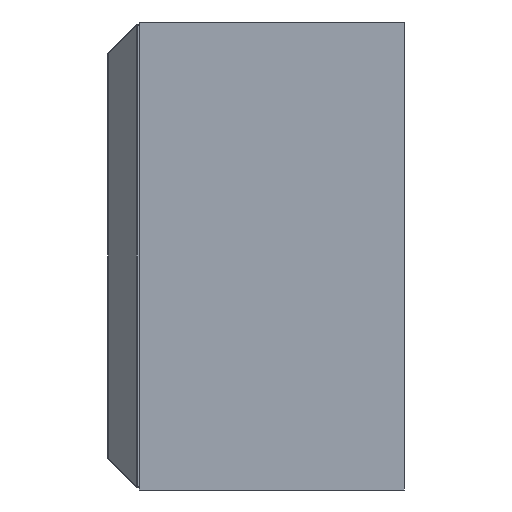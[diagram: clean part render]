
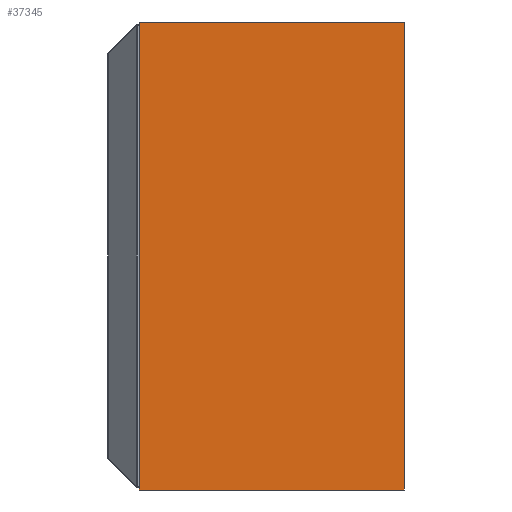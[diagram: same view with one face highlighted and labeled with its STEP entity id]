
A CAD part, left-side view. The second image highlights one B-rep face of the part: STEP entity #37345.
In plain terms, the highlighted planar face has unit normal (-1, 0, 0).
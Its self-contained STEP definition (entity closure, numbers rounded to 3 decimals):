
#13 = VECTOR ( 'NONE', #1785, 1000. ) ;
#119 = DIRECTION ( 'NONE',  ( 0., 0., 1. ) ) ;
#1785 = DIRECTION ( 'NONE',  ( 0., 0., 1. ) ) ;
#2654 = CARTESIAN_POINT ( 'NONE',  ( -63.4, 0., 15. ) ) ;
#2836 = DIRECTION ( 'NONE',  ( 0., 0., -1. ) ) ;
#3909 = CARTESIAN_POINT ( 'NONE',  ( -63.4, 17., 15. ) ) ;
#4990 = EDGE_LOOP ( 'NONE', ( #5105, #40033, #16379, #14889 ) ) ;
#5105 = ORIENTED_EDGE ( 'NONE', *, *, #29997, .T. ) ;
#5817 = EDGE_CURVE ( 'NONE', #36346, #6116, #12335, .T. ) ;
#6116 = VERTEX_POINT ( 'NONE', #2654 ) ;
#6461 = AXIS2_PLACEMENT_3D ( 'NONE', #18470, #21619, #2836 ) ;
#6652 = CARTESIAN_POINT ( 'NONE',  ( -63.4, 17., -15. ) ) ;
#7124 = LINE ( 'NONE', #30130, #23809 ) ;
#8793 = VECTOR ( 'NONE', #119, 1000. ) ;
#9352 = LINE ( 'NONE', #11122, #13 ) ;
#9707 = CARTESIAN_POINT ( 'NONE',  ( -63.4, 0., -15. ) ) ;
#11122 = CARTESIAN_POINT ( 'NONE',  ( -63.4, 0., -15. ) ) ;
#11348 = DIRECTION ( 'NONE',  ( 0., -1., 0. ) ) ;
#12335 = LINE ( 'NONE', #3909, #33415 ) ;
#13726 = VERTEX_POINT ( 'NONE', #6652 ) ;
#14889 = ORIENTED_EDGE ( 'NONE', *, *, #17282, .T. ) ;
#15323 = PLANE ( 'NONE',  #6461 ) ;
#16379 = ORIENTED_EDGE ( 'NONE', *, *, #22901, .F. ) ;
#17282 = EDGE_CURVE ( 'NONE', #13726, #38945, #7124, .T. ) ;
#18470 = CARTESIAN_POINT ( 'NONE',  ( -63.4, 17., -15. ) ) ;
#21619 = DIRECTION ( 'NONE',  ( 1., 0., 0. ) ) ;
#22901 = EDGE_CURVE ( 'NONE', #13726, #36346, #25472, .T. ) ;
#23209 = FACE_OUTER_BOUND ( 'NONE', #4990, .T. ) ;
#23809 = VECTOR ( 'NONE', #11348, 1000. ) ;
#25076 = CARTESIAN_POINT ( 'NONE',  ( -63.4, 17., -15. ) ) ;
#25472 = LINE ( 'NONE', #25076, #8793 ) ;
#25850 = DIRECTION ( 'NONE',  ( 0., -1., 0. ) ) ;
#27587 = CARTESIAN_POINT ( 'NONE',  ( -63.4, 17., 15. ) ) ;
#29997 = EDGE_CURVE ( 'NONE', #38945, #6116, #9352, .T. ) ;
#30130 = CARTESIAN_POINT ( 'NONE',  ( -63.4, 17., -15. ) ) ;
#33415 = VECTOR ( 'NONE', #25850, 1000. ) ;
#36346 = VERTEX_POINT ( 'NONE', #27587 ) ;
#37345 = ADVANCED_FACE ( 'NONE', ( #23209 ), #15323, .F. ) ;
#38945 = VERTEX_POINT ( 'NONE', #9707 ) ;
#40033 = ORIENTED_EDGE ( 'NONE', *, *, #5817, .F. ) ;
